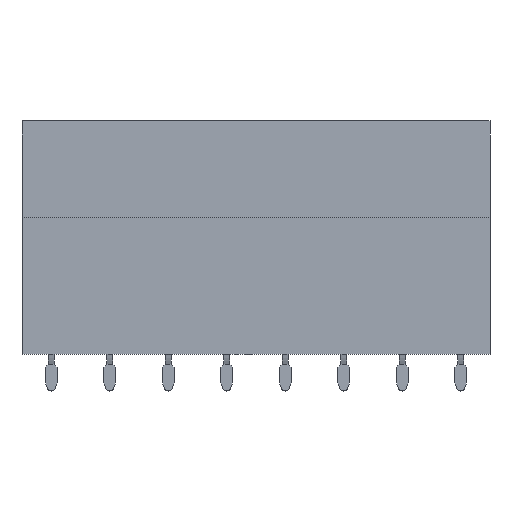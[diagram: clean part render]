
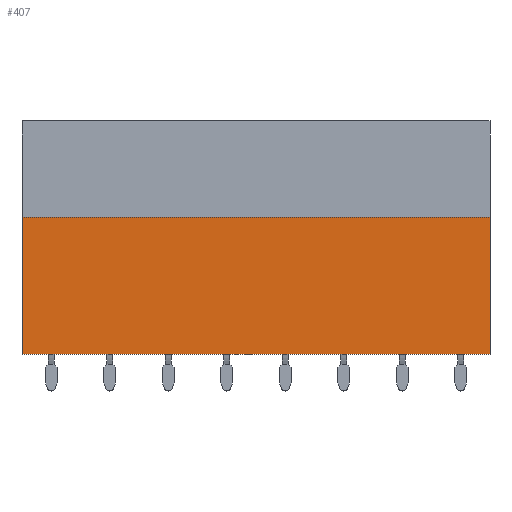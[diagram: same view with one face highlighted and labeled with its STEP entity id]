
A CAD part, front view. The second image highlights one B-rep face of the part: STEP entity #407.
In plain terms, the highlighted planar face has unit normal (0, -1, 0).
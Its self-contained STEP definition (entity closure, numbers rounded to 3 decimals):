
#380=AXIS2_PLACEMENT_3D('Plane Axis2P3D',#377,#378,#379) ;
#332=CARTESIAN_POINT('Vertex',(0.,0.,3.2)) ;
#335=CARTESIAN_POINT('Line Origine',(0.,0.,9.15)) ;
#339=CARTESIAN_POINT('Vertex',(0.,0.,15.1)) ;
#377=CARTESIAN_POINT('Axis2P3D Location',(5.08,0.,0.)) ;
#382=CARTESIAN_POINT('Line Origine',(40.64,0.,9.15)) ;
#386=CARTESIAN_POINT('Vertex',(40.64,0.,3.2)) ;
#388=CARTESIAN_POINT('Vertex',(40.64,0.,15.1)) ;
#391=CARTESIAN_POINT('Line Origine',(20.32,0.,15.1)) ;
#396=CARTESIAN_POINT('Line Origine',(20.32,0.,3.2)) ;
#336=DIRECTION('Vector Direction',(0.,0.,1.)) ;
#378=DIRECTION('Axis2P3D Direction',(0.,1.,-0.)) ;
#379=DIRECTION('Axis2P3D XDirection',(-1.,0.,0.)) ;
#383=DIRECTION('Vector Direction',(0.,0.,1.)) ;
#392=DIRECTION('Vector Direction',(1.,0.,0.)) ;
#397=DIRECTION('Vector Direction',(-1.,0.,0.)) ;
#337=VECTOR('Line Direction',#336,1.) ;
#384=VECTOR('Line Direction',#383,1.) ;
#393=VECTOR('Line Direction',#392,1.) ;
#398=VECTOR('Line Direction',#397,1.) ;
#402=ORIENTED_EDGE('',*,*,#390,.T.) ;
#403=ORIENTED_EDGE('',*,*,#395,.F.) ;
#404=ORIENTED_EDGE('',*,*,#341,.F.) ;
#405=ORIENTED_EDGE('',*,*,#400,.F.) ;
#407=ADVANCED_FACE('BLL 5.08/08/180 3.2 SN OR 1630770000',(#406),#381,.F.) ;
#341=EDGE_CURVE('',#333,#340,#338,.T.) ;
#390=EDGE_CURVE('',#387,#389,#385,.T.) ;
#395=EDGE_CURVE('',#340,#389,#394,.T.) ;
#400=EDGE_CURVE('',#387,#333,#399,.T.) ;
#401=EDGE_LOOP('',(#402,#403,#404,#405)) ;
#406=FACE_OUTER_BOUND('',#401,.T.) ;
#338=LINE('Line',#335,#337) ;
#385=LINE('Line',#382,#384) ;
#394=LINE('Line',#391,#393) ;
#399=LINE('Line',#396,#398) ;
#381=PLANE('',#380) ;
#333=VERTEX_POINT('',#332) ;
#340=VERTEX_POINT('',#339) ;
#387=VERTEX_POINT('',#386) ;
#389=VERTEX_POINT('',#388) ;
